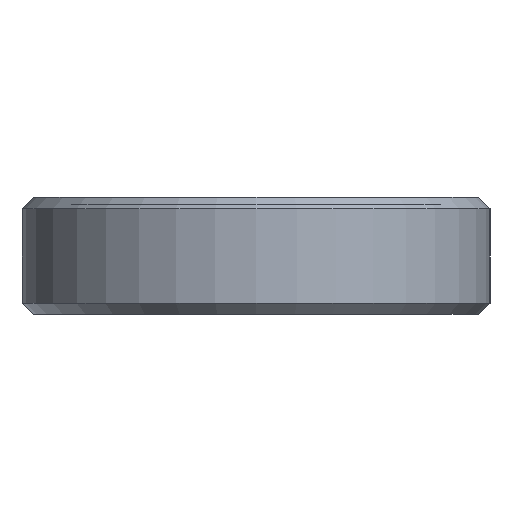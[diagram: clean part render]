
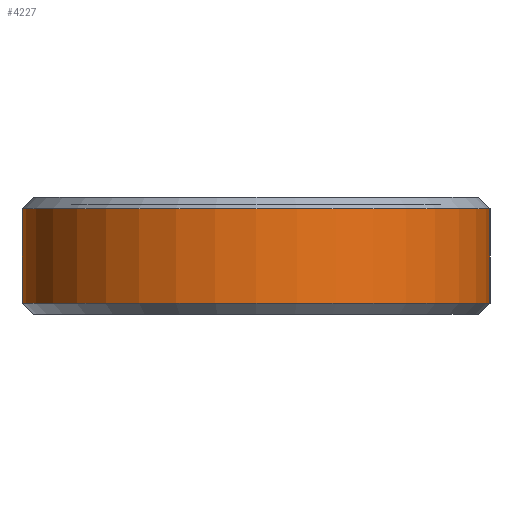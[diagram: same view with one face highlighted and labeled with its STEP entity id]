
A CAD part, left-side view. The second image highlights one B-rep face of the part: STEP entity #4227.
In plain terms, the highlighted cylindrical face has radius 6.25 mm (diameter 12.5 mm), a partial arc.
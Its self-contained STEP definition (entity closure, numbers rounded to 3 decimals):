
#45 = CONICAL_SURFACE('',#46,6.25,0.785);
#46 = AXIS2_PLACEMENT_3D('',#47,#48,#49);
#47 = CARTESIAN_POINT('',(0.,0.,0.3));
#48 = DIRECTION('',(0.,0.,1.));
#49 = DIRECTION('',(0.,1.,0.));
#1539 = VERTEX_POINT('',#1540);
#1540 = CARTESIAN_POINT('',(0.,6.25,0.3));
#1563 = VERTEX_POINT('',#1564);
#1564 = CARTESIAN_POINT('',(0.,-6.25,0.3));
#1585 = EDGE_CURVE('',#1539,#1563,#1586,.T.);
#1586 = SURFACE_CURVE('',#1587,(#1592,#1599),.PCURVE_S1.);
#1587 = CIRCLE('',#1588,6.25);
#1588 = AXIS2_PLACEMENT_3D('',#1589,#1590,#1591);
#1589 = CARTESIAN_POINT('',(0.,0.,0.3));
#1590 = DIRECTION('',(0.,-0.,1.));
#1591 = DIRECTION('',(0.,1.,0.));
#1592 = PCURVE('',#45,#1593);
#1593 = DEFINITIONAL_REPRESENTATION('',(#1594),#1598);
#1594 = LINE('',#1595,#1596);
#1595 = CARTESIAN_POINT('',(0.,0.));
#1596 = VECTOR('',#1597,1.);
#1597 = DIRECTION('',(1.,0.));
#1598 = ( GEOMETRIC_REPRESENTATION_CONTEXT(2) 
PARAMETRIC_REPRESENTATION_CONTEXT() REPRESENTATION_CONTEXT('2D SPACE',''
  ) );
#1599 = PCURVE('',#1600,#1605);
#1600 = CYLINDRICAL_SURFACE('',#1601,6.25);
#1601 = AXIS2_PLACEMENT_3D('',#1602,#1603,#1604);
#1602 = CARTESIAN_POINT('',(0.,0.,0.));
#1603 = DIRECTION('',(-0.,-0.,-1.));
#1604 = DIRECTION('',(1.,0.,0.));
#1605 = DEFINITIONAL_REPRESENTATION('',(#1606),#1610);
#1606 = LINE('',#1607,#1608);
#1607 = CARTESIAN_POINT('',(-1.571,-0.3));
#1608 = VECTOR('',#1609,1.);
#1609 = DIRECTION('',(-1.,0.));
#1610 = ( GEOMETRIC_REPRESENTATION_CONTEXT(2) 
PARAMETRIC_REPRESENTATION_CONTEXT() REPRESENTATION_CONTEXT('2D SPACE',''
  ) );
#1654 = PLANE('',#1655);
#1655 = AXIS2_PLACEMENT_3D('',#1656,#1657,#1658);
#1656 = CARTESIAN_POINT('',(0.,6.25,0.));
#1657 = DIRECTION('',(0.,1.,0.));
#1658 = DIRECTION('',(1.,0.,0.));
#1708 = PLANE('',#1709);
#1709 = AXIS2_PLACEMENT_3D('',#1710,#1711,#1712);
#1710 = CARTESIAN_POINT('',(0.,-6.25,0.));
#1711 = DIRECTION('',(0.,1.,0.));
#1712 = DIRECTION('',(1.,0.,0.));
#4227 = ADVANCED_FACE('',(#4228),#1600,.T.);
#4228 = FACE_BOUND('',#4229,.F.);
#4229 = EDGE_LOOP('',(#4230,#4253,#4282,#4303));
#4230 = ORIENTED_EDGE('',*,*,#4231,.T.);
#4231 = EDGE_CURVE('',#1539,#4232,#4234,.T.);
#4232 = VERTEX_POINT('',#4233);
#4233 = CARTESIAN_POINT('',(0.,6.25,2.825));
#4234 = SURFACE_CURVE('',#4235,(#4239,#4246),.PCURVE_S1.);
#4235 = LINE('',#4236,#4237);
#4236 = CARTESIAN_POINT('',(0.,6.25,0.));
#4237 = VECTOR('',#4238,1.);
#4238 = DIRECTION('',(0.,0.,1.));
#4239 = PCURVE('',#1600,#4240);
#4240 = DEFINITIONAL_REPRESENTATION('',(#4241),#4245);
#4241 = LINE('',#4242,#4243);
#4242 = CARTESIAN_POINT('',(-1.571,0.));
#4243 = VECTOR('',#4244,1.);
#4244 = DIRECTION('',(-0.,-1.));
#4245 = ( GEOMETRIC_REPRESENTATION_CONTEXT(2) 
PARAMETRIC_REPRESENTATION_CONTEXT() REPRESENTATION_CONTEXT('2D SPACE',''
  ) );
#4246 = PCURVE('',#1654,#4247);
#4247 = DEFINITIONAL_REPRESENTATION('',(#4248),#4252);
#4248 = LINE('',#4249,#4250);
#4249 = CARTESIAN_POINT('',(0.,0.));
#4250 = VECTOR('',#4251,1.);
#4251 = DIRECTION('',(0.,-1.));
#4252 = ( GEOMETRIC_REPRESENTATION_CONTEXT(2) 
PARAMETRIC_REPRESENTATION_CONTEXT() REPRESENTATION_CONTEXT('2D SPACE',''
  ) );
#4253 = ORIENTED_EDGE('',*,*,#4254,.T.);
#4254 = EDGE_CURVE('',#4232,#4255,#4257,.T.);
#4255 = VERTEX_POINT('',#4256);
#4256 = CARTESIAN_POINT('',(0.,-6.25,2.825));
#4257 = SURFACE_CURVE('',#4258,(#4263,#4270),.PCURVE_S1.);
#4258 = CIRCLE('',#4259,6.25);
#4259 = AXIS2_PLACEMENT_3D('',#4260,#4261,#4262);
#4260 = CARTESIAN_POINT('',(0.,0.,2.825));
#4261 = DIRECTION('',(0.,-0.,1.));
#4262 = DIRECTION('',(0.,1.,0.));
#4263 = PCURVE('',#1600,#4264);
#4264 = DEFINITIONAL_REPRESENTATION('',(#4265),#4269);
#4265 = LINE('',#4266,#4267);
#4266 = CARTESIAN_POINT('',(-1.571,-2.825));
#4267 = VECTOR('',#4268,1.);
#4268 = DIRECTION('',(-1.,0.));
#4269 = ( GEOMETRIC_REPRESENTATION_CONTEXT(2) 
PARAMETRIC_REPRESENTATION_CONTEXT() REPRESENTATION_CONTEXT('2D SPACE',''
  ) );
#4270 = PCURVE('',#4271,#4276);
#4271 = CONICAL_SURFACE('',#4272,6.25,0.785);
#4272 = AXIS2_PLACEMENT_3D('',#4273,#4274,#4275);
#4273 = CARTESIAN_POINT('',(0.,0.,2.825));
#4274 = DIRECTION('',(-0.,-0.,-1.));
#4275 = DIRECTION('',(0.,1.,0.));
#4276 = DEFINITIONAL_REPRESENTATION('',(#4277),#4281);
#4277 = LINE('',#4278,#4279);
#4278 = CARTESIAN_POINT('',(-0.,-0.));
#4279 = VECTOR('',#4280,1.);
#4280 = DIRECTION('',(-1.,-0.));
#4281 = ( GEOMETRIC_REPRESENTATION_CONTEXT(2) 
PARAMETRIC_REPRESENTATION_CONTEXT() REPRESENTATION_CONTEXT('2D SPACE',''
  ) );
#4282 = ORIENTED_EDGE('',*,*,#4283,.F.);
#4283 = EDGE_CURVE('',#1563,#4255,#4284,.T.);
#4284 = SURFACE_CURVE('',#4285,(#4289,#4296),.PCURVE_S1.);
#4285 = LINE('',#4286,#4287);
#4286 = CARTESIAN_POINT('',(0.,-6.25,0.));
#4287 = VECTOR('',#4288,1.);
#4288 = DIRECTION('',(0.,0.,1.));
#4289 = PCURVE('',#1600,#4290);
#4290 = DEFINITIONAL_REPRESENTATION('',(#4291),#4295);
#4291 = LINE('',#4292,#4293);
#4292 = CARTESIAN_POINT('',(-4.712,0.));
#4293 = VECTOR('',#4294,1.);
#4294 = DIRECTION('',(-0.,-1.));
#4295 = ( GEOMETRIC_REPRESENTATION_CONTEXT(2) 
PARAMETRIC_REPRESENTATION_CONTEXT() REPRESENTATION_CONTEXT('2D SPACE',''
  ) );
#4296 = PCURVE('',#1708,#4297);
#4297 = DEFINITIONAL_REPRESENTATION('',(#4298),#4302);
#4298 = LINE('',#4299,#4300);
#4299 = CARTESIAN_POINT('',(0.,0.));
#4300 = VECTOR('',#4301,1.);
#4301 = DIRECTION('',(0.,-1.));
#4302 = ( GEOMETRIC_REPRESENTATION_CONTEXT(2) 
PARAMETRIC_REPRESENTATION_CONTEXT() REPRESENTATION_CONTEXT('2D SPACE',''
  ) );
#4303 = ORIENTED_EDGE('',*,*,#1585,.F.);
